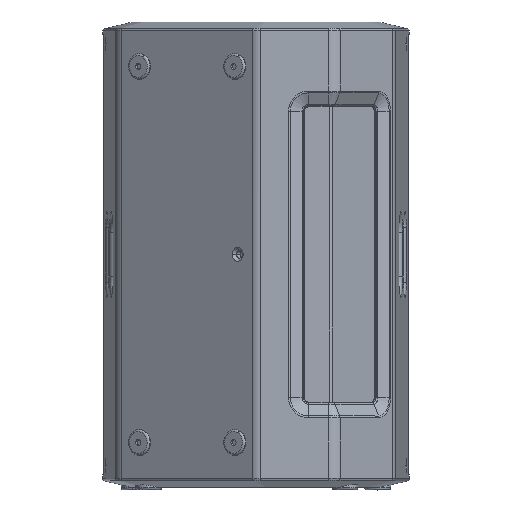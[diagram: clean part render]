
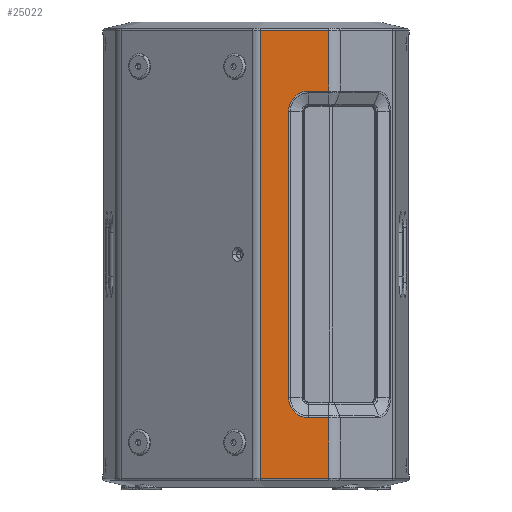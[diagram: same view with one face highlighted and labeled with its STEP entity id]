
A CAD part, top view. The second image highlights one B-rep face of the part: STEP entity #25022.
In plain terms, the highlighted planar face has unit normal (0, 0, 1).
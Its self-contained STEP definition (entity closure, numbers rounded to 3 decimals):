
#58 = VERTEX_POINT ( 'NONE', #22844 ) ;
#711 = B_SPLINE_CURVE_WITH_KNOTS ( 'NONE', 3,
 ( #7827, #27351, #8095, #36607, #39827, #17373, #8229, #24151, #30422, #36746, #17777, #39965, #20960, #5167, #5443, #15040, #8496 ),
 .UNSPECIFIED., .F., .F.,
 ( 4, 2, 1, 1, 1, 1, 1, 1, 1, 1, 1, 2, 4 ),
 ( 0., 0.002, 0.003, 0.006, 0.013, 0.025, 0.05, 0.075, 0.088, 0.094, 0.097, 0.099, 0.1 ),
 .UNSPECIFIED. ) ;
#847 = VERTEX_POINT ( 'NONE', #30715 ) ;
#1817 = VECTOR ( 'NONE', #22237, 1000. ) ;
#1974 = CARTESIAN_POINT ( 'NONE',  ( 102.841, 327.658, 195. ) ) ;
#2003 = EDGE_CURVE ( 'NONE', #13304, #24735, #14269, .T. ) ;
#2692 = VECTOR ( 'NONE', #8880, 1000. ) ;
#3131 = CARTESIAN_POINT ( 'NONE',  ( 6.306, 330., 195. ) ) ;
#3156 = DIRECTION ( 'NONE',  ( -1., 0., 0. ) ) ;
#3644 = CARTESIAN_POINT ( 'NONE',  ( 106.494, -327.655, 195. ) ) ;
#3773 = LINE ( 'NONE', #3131, #1817 ) ;
#4941 = CARTESIAN_POINT ( 'NONE',  ( 77.097, -238.916, 195. ) ) ;
#4974 = CIRCLE ( 'NONE', #36933, 29.416 ) ;
#5114 = CARTESIAN_POINT ( 'NONE',  ( 105.45, 327.658, 195. ) ) ;
#5167 = CARTESIAN_POINT ( 'NONE',  ( 104.407, -327.658, 195. ) ) ;
#5443 = CARTESIAN_POINT ( 'NONE',  ( 105.45, -327.658, 195. ) ) ;
#5598 = FACE_OUTER_BOUND ( 'NONE', #22397, .T. ) ;
#7662 = CARTESIAN_POINT ( 'NONE',  ( 106.494, 238.916, 195. ) ) ;
#7827 = CARTESIAN_POINT ( 'NONE',  ( 6.306, -327.657, 195. ) ) ;
#8095 = CARTESIAN_POINT ( 'NONE',  ( 7.35, -327.658, 195. ) ) ;
#8211 = DIRECTION ( 'NONE',  ( -1., 0., 0. ) ) ;
#8229 = CARTESIAN_POINT ( 'NONE',  ( 20.917, -327.658, 195. ) ) ;
#8313 = CARTESIAN_POINT ( 'NONE',  ( 6.306, 327.657, 195. ) ) ;
#8496 = CARTESIAN_POINT ( 'NONE',  ( 106.494, -327.655, 195. ) ) ;
#8721 = CARTESIAN_POINT ( 'NONE',  ( 20.917, 327.658, 195. ) ) ;
#8880 = DIRECTION ( 'NONE',  ( 0., 1., 0. ) ) ;
#8893 = EDGE_CURVE ( 'NONE', #26227, #13468, #13727, .T. ) ;
#9314 = EDGE_CURVE ( 'NONE', #58, #18457, #39214, .T. ) ;
#9335 = CARTESIAN_POINT ( 'NONE',  ( 47.68, -209.5, 195. ) ) ;
#9386 = PLANE ( 'NONE',  #12925 ) ;
#10063 = EDGE_CURVE ( 'NONE', #22854, #13376, #711, .T. ) ;
#11263 = LINE ( 'NONE', #4941, #29092 ) ;
#11327 = DIRECTION ( 'NONE',  ( -1., 0., 0. ) ) ;
#11361 = CARTESIAN_POINT ( 'NONE',  ( 8.393, 327.658, 195. ) ) ;
#11457 = CARTESIAN_POINT ( 'NONE',  ( 77.097, -209.5, 195. ) ) ;
#11634 = CARTESIAN_POINT ( 'NONE',  ( 105.972, 327.659, 195. ) ) ;
#12708 = ORIENTED_EDGE ( 'NONE', *, *, #24000, .T. ) ;
#12925 = AXIS2_PLACEMENT_3D ( 'NONE', #22262, #28659, #3156 ) ;
#13223 = VERTEX_POINT ( 'NONE', #37308 ) ;
#13304 = VERTEX_POINT ( 'NONE', #9335 ) ;
#13376 = VERTEX_POINT ( 'NONE', #3644 ) ;
#13468 = VERTEX_POINT ( 'NONE', #19421 ) ;
#13727 = B_SPLINE_CURVE_WITH_KNOTS ( 'NONE', 3,
 ( #30754, #11634, #5114, #40048, #1974, #36828, #33664, #14722, #21315, #30372, #8721, #40323, #14573, #11361, #14839, #36695, #8313 ),
 .UNSPECIFIED., .F., .F.,
 ( 4, 2, 1, 1, 1, 1, 1, 1, 1, 1, 1, 2, 4 ),
 ( 0., 0.002, 0.003, 0.006, 0.013, 0.025, 0.05, 0.075, 0.088, 0.094, 0.097, 0.099, 0.1 ),
 .UNSPECIFIED. ) ;
#14269 = LINE ( 'NONE', #36504, #27137 ) ;
#14573 = CARTESIAN_POINT ( 'NONE',  ( 9.959, 327.658, 195. ) ) ;
#14632 = EDGE_CURVE ( 'NONE', #13223, #13304, #4974, .T. ) ;
#14676 = DIRECTION ( 'NONE',  ( -1., 0., 0. ) ) ;
#14722 = CARTESIAN_POINT ( 'NONE',  ( 77.272, 327.658, 195. ) ) ;
#14839 = CARTESIAN_POINT ( 'NONE',  ( 7.35, 327.658, 195. ) ) ;
#15040 = CARTESIAN_POINT ( 'NONE',  ( 105.972, -327.659, 195. ) ) ;
#15598 = EDGE_CURVE ( 'NONE', #847, #13223, #11263, .T. ) ;
#16555 = LINE ( 'NONE', #24643, #2692 ) ;
#17373 = CARTESIAN_POINT ( 'NONE',  ( 13.611, -327.658, 195. ) ) ;
#17777 = CARTESIAN_POINT ( 'NONE',  ( 91.883, -327.658, 195. ) ) ;
#18407 = AXIS2_PLACEMENT_3D ( 'NONE', #36866, #40495, #8211 ) ;
#18457 = VERTEX_POINT ( 'NONE', #7662 ) ;
#18593 = EDGE_CURVE ( 'NONE', #18457, #26227, #16555, .T. ) ;
#18850 = ORIENTED_EDGE ( 'NONE', *, *, #18593, .T. ) ;
#19421 = CARTESIAN_POINT ( 'NONE',  ( 6.306, 327.657, 195. ) ) ;
#20960 = CARTESIAN_POINT ( 'NONE',  ( 102.841, -327.658, 195. ) ) ;
#21102 = ORIENTED_EDGE ( 'NONE', *, *, #8893, .T. ) ;
#21315 = CARTESIAN_POINT ( 'NONE',  ( 56.4, 327.658, 195. ) ) ;
#22237 = DIRECTION ( 'NONE',  ( 0., -1., 0. ) ) ;
#22262 = CARTESIAN_POINT ( 'NONE',  ( 0., 330., 195. ) ) ;
#22397 = EDGE_LOOP ( 'NONE', ( #12708, #37926, #18850, #21102, #32723, #38905, #24920, #39141, #27492, #28949 ) ) ;
#22844 = CARTESIAN_POINT ( 'NONE',  ( 77.097, 238.916, 195. ) ) ;
#22854 = VERTEX_POINT ( 'NONE', #30446 ) ;
#24000 = EDGE_CURVE ( 'NONE', #24735, #58, #36952, .T. ) ;
#24151 = CARTESIAN_POINT ( 'NONE',  ( 35.527, -327.658, 195. ) ) ;
#24643 = CARTESIAN_POINT ( 'NONE',  ( 106.494, 330., 195. ) ) ;
#24735 = VERTEX_POINT ( 'NONE', #36955 ) ;
#24920 = ORIENTED_EDGE ( 'NONE', *, *, #38560, .T. ) ;
#25022 = ADVANCED_FACE ( 'NONE', ( #5598 ), #9386, .F. ) ;
#26227 = VERTEX_POINT ( 'NONE', #40834 ) ;
#27137 = VECTOR ( 'NONE', #40532, 1000. ) ;
#27351 = CARTESIAN_POINT ( 'NONE',  ( 6.828, -327.659, 195. ) ) ;
#27492 = ORIENTED_EDGE ( 'NONE', *, *, #14632, .T. ) ;
#27795 = DIRECTION ( 'NONE',  ( 0., 1., 0. ) ) ;
#27840 = VECTOR ( 'NONE', #27795, 1000. ) ;
#28659 = DIRECTION ( 'NONE',  ( 0., 0., -1. ) ) ;
#28949 = ORIENTED_EDGE ( 'NONE', *, *, #2003, .T. ) ;
#29092 = VECTOR ( 'NONE', #11327, 1000. ) ;
#30372 = CARTESIAN_POINT ( 'NONE',  ( 35.527, 327.658, 195. ) ) ;
#30422 = CARTESIAN_POINT ( 'NONE',  ( 56.4, -327.658, 195. ) ) ;
#30446 = CARTESIAN_POINT ( 'NONE',  ( 6.306, -327.657, 195. ) ) ;
#30714 = CARTESIAN_POINT ( 'NONE',  ( 106.494, 238.916, 195. ) ) ;
#30715 = CARTESIAN_POINT ( 'NONE',  ( 106.494, -238.916, 195. ) ) ;
#30754 = CARTESIAN_POINT ( 'NONE',  ( 106.494, 327.655, 195. ) ) ;
#31800 = VECTOR ( 'NONE', #37044, 1000. ) ;
#32723 = ORIENTED_EDGE ( 'NONE', *, *, #34927, .T. ) ;
#33343 = DIRECTION ( 'NONE',  ( 0., 0., -1. ) ) ;
#33617 = CARTESIAN_POINT ( 'NONE',  ( 106.494, 330., 195. ) ) ;
#33664 = CARTESIAN_POINT ( 'NONE',  ( 91.883, 327.658, 195. ) ) ;
#34927 = EDGE_CURVE ( 'NONE', #13468, #22854, #3773, .T. ) ;
#36227 = LINE ( 'NONE', #33617, #27840 ) ;
#36504 = CARTESIAN_POINT ( 'NONE',  ( 47.68, 209.5, 195. ) ) ;
#36607 = CARTESIAN_POINT ( 'NONE',  ( 8.393, -327.658, 195. ) ) ;
#36695 = CARTESIAN_POINT ( 'NONE',  ( 6.828, 327.659, 195. ) ) ;
#36746 = CARTESIAN_POINT ( 'NONE',  ( 77.272, -327.658, 195. ) ) ;
#36828 = CARTESIAN_POINT ( 'NONE',  ( 99.189, 327.658, 195. ) ) ;
#36866 = CARTESIAN_POINT ( 'NONE',  ( 77.097, 209.5, 195. ) ) ;
#36933 = AXIS2_PLACEMENT_3D ( 'NONE', #11457, #33343, #14676 ) ;
#36952 = CIRCLE ( 'NONE', #18407, 29.416 ) ;
#36955 = CARTESIAN_POINT ( 'NONE',  ( 47.68, 209.5, 195. ) ) ;
#37044 = DIRECTION ( 'NONE',  ( 1., 0., 0. ) ) ;
#37308 = CARTESIAN_POINT ( 'NONE',  ( 77.097, -238.916, 195. ) ) ;
#37926 = ORIENTED_EDGE ( 'NONE', *, *, #9314, .T. ) ;
#38560 = EDGE_CURVE ( 'NONE', #13376, #847, #36227, .T. ) ;
#38905 = ORIENTED_EDGE ( 'NONE', *, *, #10063, .T. ) ;
#39141 = ORIENTED_EDGE ( 'NONE', *, *, #15598, .T. ) ;
#39214 = LINE ( 'NONE', #30714, #31800 ) ;
#39827 = CARTESIAN_POINT ( 'NONE',  ( 9.959, -327.658, 195. ) ) ;
#39965 = CARTESIAN_POINT ( 'NONE',  ( 99.189, -327.658, 195. ) ) ;
#40048 = CARTESIAN_POINT ( 'NONE',  ( 104.407, 327.658, 195. ) ) ;
#40323 = CARTESIAN_POINT ( 'NONE',  ( 13.611, 327.658, 195. ) ) ;
#40495 = DIRECTION ( 'NONE',  ( 0., 0., -1. ) ) ;
#40532 = DIRECTION ( 'NONE',  ( 0., 1., 0. ) ) ;
#40834 = CARTESIAN_POINT ( 'NONE',  ( 106.494, 327.655, 195. ) ) ;
